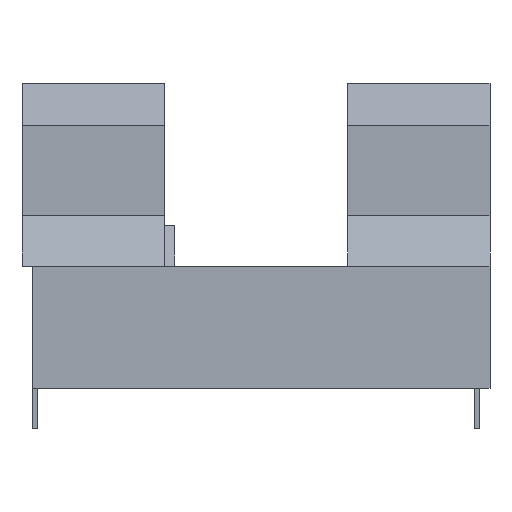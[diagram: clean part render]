
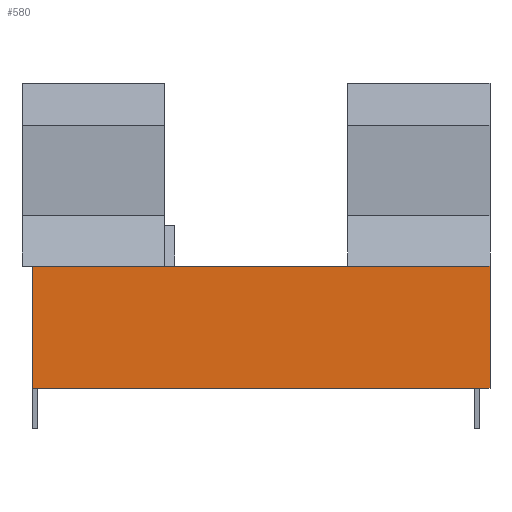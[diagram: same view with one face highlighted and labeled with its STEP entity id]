
A CAD part, front view. The second image highlights one B-rep face of the part: STEP entity #580.
In plain terms, the highlighted planar face has unit normal (0, -1, 0).
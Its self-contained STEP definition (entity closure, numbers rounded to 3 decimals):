
#145 = EDGE_LOOP ( 'NONE', ( #1866, #1864, #1865, #1863 ) ) ;
#191 = CARTESIAN_POINT ( 'NONE',  ( 22.5, 0., 0. ) ) ;
#282 = CARTESIAN_POINT ( 'NONE',  ( 22.5, 0., 6. ) ) ;
#286 = CARTESIAN_POINT ( 'NONE',  ( 0., 0., 0. ) ) ;
#325 = CARTESIAN_POINT ( 'NONE',  ( 0., 0., 6. ) ) ;
#392 = EDGE_CURVE ( 'NONE', #2200, #2186, #2292, .T. ) ;
#432 = EDGE_CURVE ( 'NONE', #2200, #2165, #2340, .T. ) ;
#442 = EDGE_CURVE ( 'NONE', #2186, #2158, #2351, .T. ) ;
#443 = EDGE_CURVE ( 'NONE', #2165, #2158, #2352, .T. ) ;
#580 = ADVANCED_FACE ( 'NONE', ( #2504 ), #1379, .F. ) ;
#1031 = AXIS2_PLACEMENT_3D ( 'NONE', #1430, #1405, #1400 ) ;
#1379 = PLANE ( 'NONE',  #1031 ) ;
#1400 = DIRECTION ( 'NONE',  ( 0., 0., 1. ) ) ;
#1405 = DIRECTION ( 'NONE',  ( 0., 1., 0. ) ) ;
#1430 = CARTESIAN_POINT ( 'NONE',  ( 0., 0., 6. ) ) ;
#1558 = VECTOR ( 'NONE', #3007, 1000. ) ;
#1606 = VECTOR ( 'NONE', #2730, 1000. ) ;
#1617 = VECTOR ( 'NONE', #2708, 1000. ) ;
#1618 = VECTOR ( 'NONE', #2706, 1000. ) ;
#1863 = ORIENTED_EDGE ( 'NONE', *, *, #432, .T. ) ;
#1864 = ORIENTED_EDGE ( 'NONE', *, *, #442, .F. ) ;
#1865 = ORIENTED_EDGE ( 'NONE', *, *, #392, .F. ) ;
#1866 = ORIENTED_EDGE ( 'NONE', *, *, #443, .T. ) ;
#2158 = VERTEX_POINT ( 'NONE', #191 ) ;
#2165 = VERTEX_POINT ( 'NONE', #286 ) ;
#2186 = VERTEX_POINT ( 'NONE', #282 ) ;
#2200 = VERTEX_POINT ( 'NONE', #325 ) ;
#2292 = LINE ( 'NONE', #3008, #1558 ) ;
#2340 = LINE ( 'NONE', #2731, #1606 ) ;
#2351 = LINE ( 'NONE', #2709, #1617 ) ;
#2352 = LINE ( 'NONE', #2707, #1618 ) ;
#2504 = FACE_OUTER_BOUND ( 'NONE', #145, .T. ) ;
#2706 = DIRECTION ( 'NONE',  ( 1., 0., 0. ) ) ;
#2707 = CARTESIAN_POINT ( 'NONE',  ( 0., 0., 0. ) ) ;
#2708 = DIRECTION ( 'NONE',  ( 0., 0., -1. ) ) ;
#2709 = CARTESIAN_POINT ( 'NONE',  ( 22.5, 0., 6. ) ) ;
#2730 = DIRECTION ( 'NONE',  ( 0., 0., -1. ) ) ;
#2731 = CARTESIAN_POINT ( 'NONE',  ( 0., 0., 6. ) ) ;
#3007 = DIRECTION ( 'NONE',  ( 1., 0., 0. ) ) ;
#3008 = CARTESIAN_POINT ( 'NONE',  ( 0., 0., 6. ) ) ;
